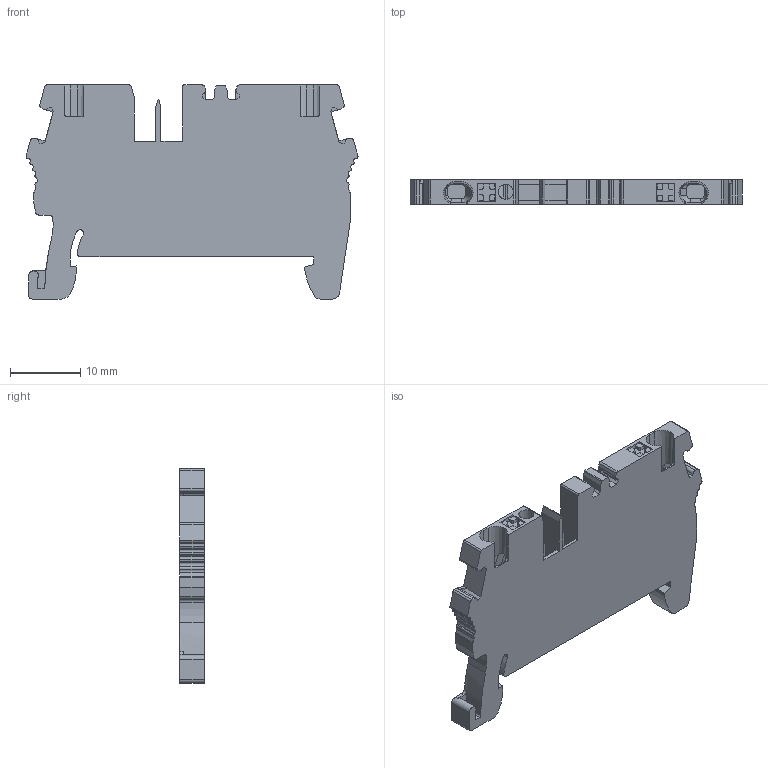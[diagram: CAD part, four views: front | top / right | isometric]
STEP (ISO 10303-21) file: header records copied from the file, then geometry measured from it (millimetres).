
FILE_DESCRIPTION(/* description */ ('Unknown'),/* implementation_level */ '2;1');
FILE_NAME(/* name */ 'PQ1_5_3D_SOLID',/* time_stamp */ '2021-04-28T11:09:58+06:00',/* author */ ('Unknown'),/* organization */ ('Unknown'),/* preprocessor_version */ 'ST-DEVELOPER v16.7',/* originating_system */ 'DEX',/* authorisation */ $);
FILE_SCHEMA (('AUTOMOTIVE_DESIGN {1 0 10303 214 3 1 1}'));
Length unit declared in the file: millimetre
Products named in the file (1): PQ1.5_SOLID
Bounding box: 47.24 x 3.5 x 30.45 mm (x, y, z)
Volume: 3386.9 mm3; surface area: 3299.7 mm2
Topology: 1 solids, 1 shells, 279 faces, 778 edges, 512 vertices
Faces by surface type: plane 173, cylinder 94, cone 12
Full cylindrical faces by diameter (mm): 2.15 x1
Entity records: 10940 total; most frequent: CARTESIAN_POINT 1647, ORIENTED_EDGE 1552, DIRECTION 1521, EDGE_CURVE 776, LINE 549, VECTOR 549, VERTEX_POINT 511, AXIS2_PLACEMENT_3D 486
